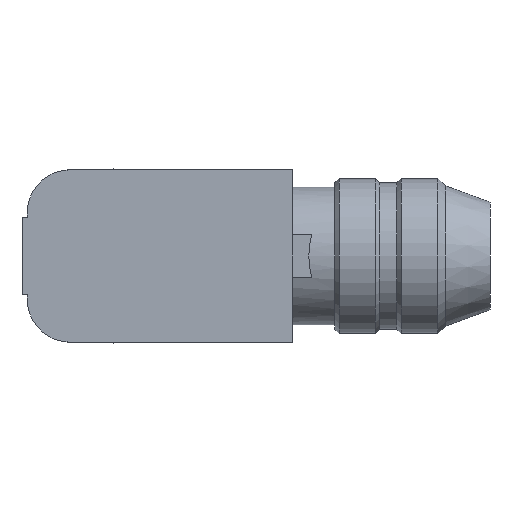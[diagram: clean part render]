
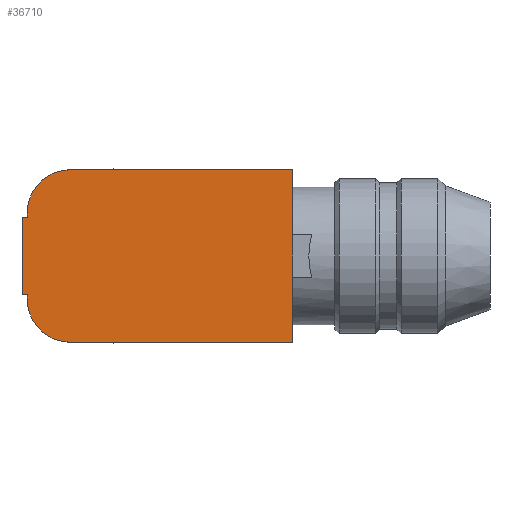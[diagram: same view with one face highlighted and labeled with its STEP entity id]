
A CAD part, front view. The second image highlights one B-rep face of the part: STEP entity #36710.
In plain terms, the highlighted face is planar.
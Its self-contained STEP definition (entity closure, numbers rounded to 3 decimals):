
#11800=CARTESIAN_POINT('',(-30.8,0.,10.7));
#11810=DIRECTION('',(0.,-1.,0.));
#11820=VECTOR('',#11810,1.);
#11830=LINE('',#11800,#11820);
#11840=CARTESIAN_POINT('',(-30.8,5.,10.7));
#11850=VERTEX_POINT('',#11840);
#11860=CARTESIAN_POINT('',(-30.8,4.5,10.7));
#11870=VERTEX_POINT('',#11860);
#11880=EDGE_CURVE('',#11850,#11870,#11830,.T.);
#18790=CARTESIAN_POINT('',(-20.75,4.5,10.7));
#18800=DIRECTION('',(1.,0.,0.));
#18810=VECTOR('',#18800,1.);
#18820=LINE('',#18790,#18810);
#18830=CARTESIAN_POINT('',(-31.4,4.5,10.7));
#18840=VERTEX_POINT('',#18830);
#18850=EDGE_CURVE('',#18840,#11870,#18820,.T.);
#29160=CARTESIAN_POINT('',(0.,10.,10.7));
#29170=VERTEX_POINT('',#29160);
#29200=CARTESIAN_POINT('',(-20.75,10.,10.7));
#29210=DIRECTION('',(1.,0.,0.));
#29220=VECTOR('',#29210,1.);
#29230=LINE('',#29200,#29220);
#29240=CARTESIAN_POINT('',(-25.8,10.,10.7));
#29250=VERTEX_POINT('',#29240);
#29260=EDGE_CURVE('',#29250,#29170,#29230,.T.);
#31990=CARTESIAN_POINT('',(-25.8,5.,10.7));
#32000=DIRECTION('',(0.,0.,1.));
#32010=DIRECTION('',(1.,0.,0.));
#32020=AXIS2_PLACEMENT_3D('',#31990,#32000,#32010);
#32030=CIRCLE('',#32020,5.);
#32040=EDGE_CURVE('',#29250,#11850,#32030,.T.);
#33010=CARTESIAN_POINT('',(-25.8,-10.,10.7));
#33020=VERTEX_POINT('',#33010);
#33050=CARTESIAN_POINT('',(-20.75,-10.,10.7));
#33060=DIRECTION('',(-1.,0.,0.));
#33070=VECTOR('',#33060,1.);
#33080=LINE('',#33050,#33070);
#33090=CARTESIAN_POINT('',(0.,-10.,10.7));
#33100=VERTEX_POINT('',#33090);
#33110=EDGE_CURVE('',#33100,#33020,#33080,.T.);
#35960=CARTESIAN_POINT('',(-30.8,-5.,10.7));
#35970=VERTEX_POINT('',#35960);
#36000=CARTESIAN_POINT('',(-25.8,-5.,10.7));
#36010=DIRECTION('',(0.,0.,-1.));
#36020=DIRECTION('',(-1.,0.,0.));
#36030=AXIS2_PLACEMENT_3D('',#36000,#36010,#36020);
#36040=CIRCLE('',#36030,5.);
#36050=EDGE_CURVE('',#33020,#35970,#36040,.T.);
#36300=CARTESIAN_POINT('',(-29.7,-4.5,10.7));
#36310=DIRECTION('',(0.,0.,1.));
#36320=DIRECTION('',(-1.,0.,0.));
#36330=AXIS2_PLACEMENT_3D('',#36300,#36310,#36320);
#36340=PLANE('',#36330);
#36350=ORIENTED_EDGE('',*,*,#11880,.T.);
#36360=ORIENTED_EDGE('',*,*,#32040,.T.);
#36370=ORIENTED_EDGE('',*,*,#29260,.F.);
#36380=CARTESIAN_POINT('',(0.,0.,10.7));
#36390=DIRECTION('',(0.,-1.,0.));
#36400=VECTOR('',#36390,1.);
#36410=LINE('',#36380,#36400);
#36420=EDGE_CURVE('',#29170,#33100,#36410,.T.);
#36430=ORIENTED_EDGE('',*,*,#36420,.F.);
#36440=ORIENTED_EDGE('',*,*,#33110,.F.);
#36450=ORIENTED_EDGE('',*,*,#36050,.F.);
#36460=CARTESIAN_POINT('',(-30.8,0.,10.7));
#36470=DIRECTION('',(0.,-1.,0.));
#36480=VECTOR('',#36470,1.);
#36490=LINE('',#36460,#36480);
#36500=CARTESIAN_POINT('',(-30.8,-4.5,10.7));
#36510=VERTEX_POINT('',#36500);
#36520=EDGE_CURVE('',#36510,#35970,#36490,.T.);
#36530=ORIENTED_EDGE('',*,*,#36520,.T.);
#36540=CARTESIAN_POINT('',(-20.75,-4.5,10.7));
#36550=DIRECTION('',(-1.,0.,0.));
#36560=VECTOR('',#36550,1.);
#36570=LINE('',#36540,#36560);
#36580=CARTESIAN_POINT('',(-31.4,-4.5,10.7));
#36590=VERTEX_POINT('',#36580);
#36600=EDGE_CURVE('',#36510,#36590,#36570,.T.);
#36610=ORIENTED_EDGE('',*,*,#36600,.F.);
#36620=CARTESIAN_POINT('',(-31.4,0.,10.7));
#36630=DIRECTION('',(0.,-1.,0.));
#36640=VECTOR('',#36630,1.);
#36650=LINE('',#36620,#36640);
#36660=EDGE_CURVE('',#18840,#36590,#36650,.T.);
#36670=ORIENTED_EDGE('',*,*,#36660,.T.);
#36680=ORIENTED_EDGE('',*,*,#18850,.F.);
#36690=EDGE_LOOP('',(#36680,#36670,#36610,#36530,#36450,#36440,#36430,
#36370,#36360,#36350));
#36700=FACE_OUTER_BOUND('',#36690,.T.);
#36710=ADVANCED_FACE('',(#36700),#36340,.T.);
